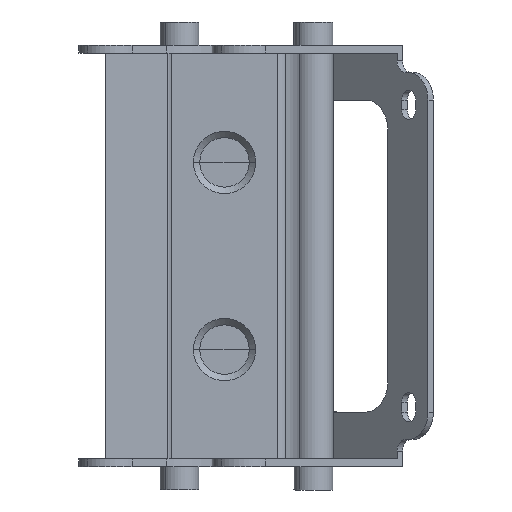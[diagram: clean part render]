
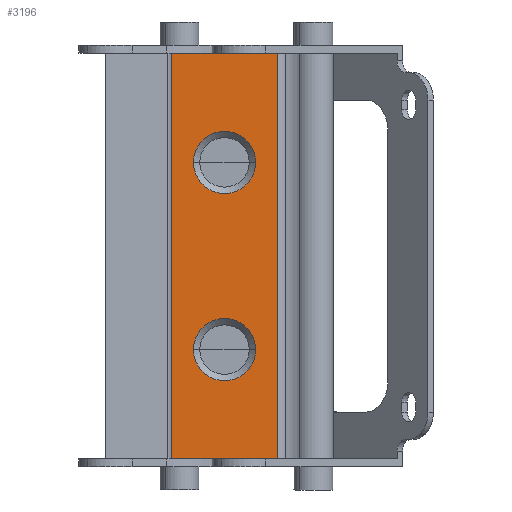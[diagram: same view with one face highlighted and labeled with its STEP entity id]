
A CAD part, left-side view. The second image highlights one B-rep face of the part: STEP entity #3196.
In plain terms, the highlighted face is planar.
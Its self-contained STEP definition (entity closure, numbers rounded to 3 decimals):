
#133=FACE_BOUND('',#365,.T.);
#134=FACE_BOUND('',#366,.T.);
#182=FACE_OUTER_BOUND('',#364,.T.);
#364=EDGE_LOOP('',(#2137,#2138,#2139,#2140));
#365=EDGE_LOOP('',(#2141,#2142));
#366=EDGE_LOOP('',(#2143,#2144));
#581=CIRCLE('',#3415,7.975);
#582=CIRCLE('',#3416,7.975);
#583=CIRCLE('',#3417,7.975);
#584=CIRCLE('',#3418,7.975);
#740=LINE('',#4728,#1008);
#741=LINE('',#4736,#1009);
#749=LINE('',#4779,#1017);
#768=LINE('',#4824,#1036);
#1008=VECTOR('',#3749,304.8);
#1009=VECTOR('',#3756,304.8);
#1017=VECTOR('',#3794,304.8);
#1036=VECTOR('',#3857,304.8);
#1269=VERTEX_POINT('',#4689);
#1288=VERTEX_POINT('',#4726);
#1291=VERTEX_POINT('',#4734);
#1292=VERTEX_POINT('',#4735);
#1317=VERTEX_POINT('',#4826);
#1318=VERTEX_POINT('',#4827);
#1319=VERTEX_POINT('',#4830);
#1320=VERTEX_POINT('',#4831);
#1580=EDGE_CURVE('',#1288,#1269,#740,.T.);
#1583=EDGE_CURVE('',#1291,#1292,#741,.T.);
#1605=EDGE_CURVE('',#1269,#1291,#749,.T.);
#1628=EDGE_CURVE('',#1292,#1288,#768,.T.);
#1629=EDGE_CURVE('',#1317,#1318,#581,.T.);
#1630=EDGE_CURVE('',#1318,#1317,#582,.T.);
#1631=EDGE_CURVE('',#1319,#1320,#583,.T.);
#1632=EDGE_CURVE('',#1320,#1319,#584,.T.);
#2137=ORIENTED_EDGE('',*,*,#1580,.F.);
#2138=ORIENTED_EDGE('',*,*,#1628,.F.);
#2139=ORIENTED_EDGE('',*,*,#1583,.F.);
#2140=ORIENTED_EDGE('',*,*,#1605,.F.);
#2141=ORIENTED_EDGE('',*,*,#1629,.T.);
#2142=ORIENTED_EDGE('',*,*,#1630,.T.);
#2143=ORIENTED_EDGE('',*,*,#1631,.T.);
#2144=ORIENTED_EDGE('',*,*,#1632,.T.);
#2926=PLANE('',#3414);
#3196=ADVANCED_FACE('',(#182,#133,#134),#2926,.T.);
#3414=AXIS2_PLACEMENT_3D('',#4825,#3858,#3859);
#3415=AXIS2_PLACEMENT_3D('',#4828,#3860,#3861);
#3416=AXIS2_PLACEMENT_3D('',#4829,#3862,#3863);
#3417=AXIS2_PLACEMENT_3D('',#4832,#3864,#3865);
#3418=AXIS2_PLACEMENT_3D('',#4833,#3866,#3867);
#3749=DIRECTION('',(0.,-0.707,0.707));
#3756=DIRECTION('',(0.,0.707,-0.707));
#3794=DIRECTION('',(-1.,0.,0.));
#3857=DIRECTION('',(1.,0.,0.));
#3858=DIRECTION('center_axis',(0.,0.707,0.707));
#3859=DIRECTION('ref_axis',(-1.,0.,0.));
#3860=DIRECTION('center_axis',(0.,-0.707,-0.707));
#3861=DIRECTION('ref_axis',(0.,-0.707,0.707));
#3862=DIRECTION('center_axis',(0.,-0.707,-0.707));
#3863=DIRECTION('ref_axis',(0.,-0.707,0.707));
#3864=DIRECTION('center_axis',(0.,-0.707,
-0.707));
#3865=DIRECTION('ref_axis',(0.,-0.707,0.707));
#3866=DIRECTION('center_axis',(0.,-0.707,
-0.707));
#3867=DIRECTION('ref_axis',(0.,-0.707,0.707));
#4689=CARTESIAN_POINT('',(52.,11.971,63.334));
#4726=CARTESIAN_POINT('',(52.,31.055,44.25));
#4728=CARTESIAN_POINT('',(52.,31.055,44.25));
#4734=CARTESIAN_POINT('',(-52.,11.971,63.334));
#4735=CARTESIAN_POINT('',(-52.,31.055,44.25));
#4736=CARTESIAN_POINT('',(-52.,11.971,63.334));
#4779=CARTESIAN_POINT('',(52.,11.971,63.334));
#4824=CARTESIAN_POINT('',(52.,31.055,44.25));
#4825=CARTESIAN_POINT('Origin',(52.,31.055,44.25));
#4826=CARTESIAN_POINT('',(-24.,27.152,48.153));
#4827=CARTESIAN_POINT('',(-24.,15.874,59.431));
#4828=CARTESIAN_POINT('Origin',(-24.,21.513,53.792));
#4829=CARTESIAN_POINT('Origin',(-24.,21.513,53.792));
#4830=CARTESIAN_POINT('',(24.,27.152,48.153));
#4831=CARTESIAN_POINT('',(24.,15.874,59.431));
#4832=CARTESIAN_POINT('Origin',(24.,21.513,53.792));
#4833=CARTESIAN_POINT('Origin',(24.,21.513,53.792));
